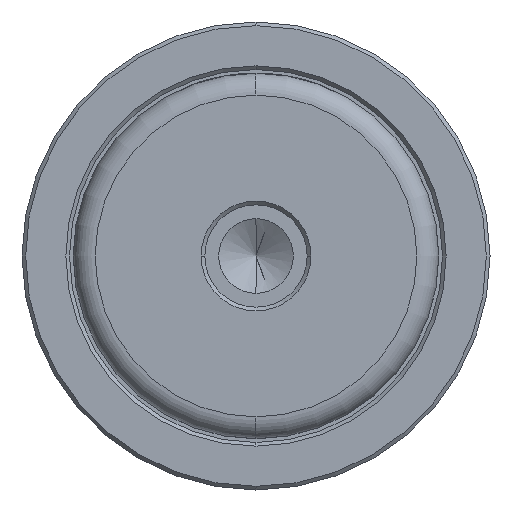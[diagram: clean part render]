
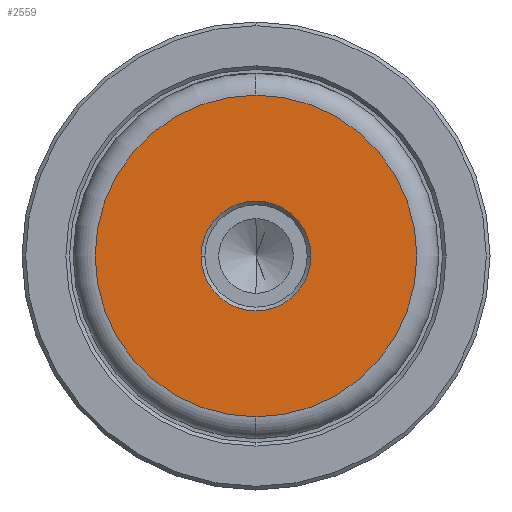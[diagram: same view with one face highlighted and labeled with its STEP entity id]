
A CAD part, left-side view. The second image highlights one B-rep face of the part: STEP entity #2559.
In plain terms, the highlighted planar face has unit normal (-1, 0, 0).
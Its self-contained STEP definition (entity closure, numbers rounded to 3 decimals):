
#24 = CARTESIAN_POINT ( 'NONE',  ( 0., 0., 0. ) ) ;
#35 = CARTESIAN_POINT ( 'NONE',  ( 0., 0., 21.997 ) ) ;
#186 = AXIS2_PLACEMENT_3D ( 'NONE', #2229, #1010, #2451 ) ;
#245 = VERTEX_POINT ( 'NONE', #35 ) ;
#355 = EDGE_LOOP ( 'NONE', ( #514, #1421 ) ) ;
#375 = FACE_BOUND ( 'NONE', #2254, .T. ) ;
#514 = ORIENTED_EDGE ( 'NONE', *, *, #1046, .T. ) ;
#517 = AXIS2_PLACEMENT_3D ( 'NONE', #697, #2112, #902 ) ;
#610 = VERTEX_POINT ( 'NONE', #758 ) ;
#697 = CARTESIAN_POINT ( 'NONE',  ( 0., 0., 0. ) ) ;
#758 = CARTESIAN_POINT ( 'NONE',  ( 0., 7.5, 0. ) ) ;
#897 = CARTESIAN_POINT ( 'NONE',  ( 0., 0., 0. ) ) ;
#902 = DIRECTION ( 'NONE',  ( 0., 0., 1. ) ) ;
#906 = FACE_OUTER_BOUND ( 'NONE', #355, .T. ) ;
#931 = CIRCLE ( 'NONE', #1556, 7.5 ) ;
#954 = DIRECTION ( 'NONE',  ( 1., 0., 0. ) ) ;
#964 = CIRCLE ( 'NONE', #186, 21.997 ) ;
#977 = ORIENTED_EDGE ( 'NONE', *, *, #1548, .T. ) ;
#983 = AXIS2_PLACEMENT_3D ( 'NONE', #24, #2442, #1632 ) ;
#1010 = DIRECTION ( 'NONE',  ( -1., 0., 0. ) ) ;
#1046 = EDGE_CURVE ( 'NONE', #245, #2468, #1205, .T. ) ;
#1080 = DIRECTION ( 'NONE',  ( 0., 0., 1. ) ) ;
#1205 = CIRCLE ( 'NONE', #517, 21.997 ) ;
#1399 = CARTESIAN_POINT ( 'NONE',  ( 0., 0., -21.997 ) ) ;
#1421 = ORIENTED_EDGE ( 'NONE', *, *, #2521, .T. ) ;
#1501 = VERTEX_POINT ( 'NONE', #1537 ) ;
#1537 = CARTESIAN_POINT ( 'NONE',  ( 0., -7.5, 0. ) ) ;
#1548 = EDGE_CURVE ( 'NONE', #610, #1501, #2484, .T. ) ;
#1556 = AXIS2_PLACEMENT_3D ( 'NONE', #2172, #954, #2388 ) ;
#1632 = DIRECTION ( 'NONE',  ( 0., 0., 1. ) ) ;
#1698 = EDGE_CURVE ( 'NONE', #1501, #610, #931, .T. ) ;
#2112 = DIRECTION ( 'NONE',  ( -1., 0., 0. ) ) ;
#2172 = CARTESIAN_POINT ( 'NONE',  ( 0., 0., 0. ) ) ;
#2229 = CARTESIAN_POINT ( 'NONE',  ( 0., 0., 0. ) ) ;
#2254 = EDGE_LOOP ( 'NONE', ( #2623, #977 ) ) ;
#2297 = AXIS2_PLACEMENT_3D ( 'NONE', #897, #2315, #1080 ) ;
#2315 = DIRECTION ( 'NONE',  ( 1., 0., 0. ) ) ;
#2388 = DIRECTION ( 'NONE',  ( 0., 0., 1. ) ) ;
#2442 = DIRECTION ( 'NONE',  ( -1., 0., 0. ) ) ;
#2451 = DIRECTION ( 'NONE',  ( 0., 0., 1. ) ) ;
#2458 = PLANE ( 'NONE',  #983 ) ;
#2468 = VERTEX_POINT ( 'NONE', #1399 ) ;
#2484 = CIRCLE ( 'NONE', #2297, 7.5 ) ;
#2521 = EDGE_CURVE ( 'NONE', #2468, #245, #964, .T. ) ;
#2559 = ADVANCED_FACE ( 'NONE', ( #375, #906 ), #2458, .T. ) ;
#2623 = ORIENTED_EDGE ( 'NONE', *, *, #1698, .T. ) ;
